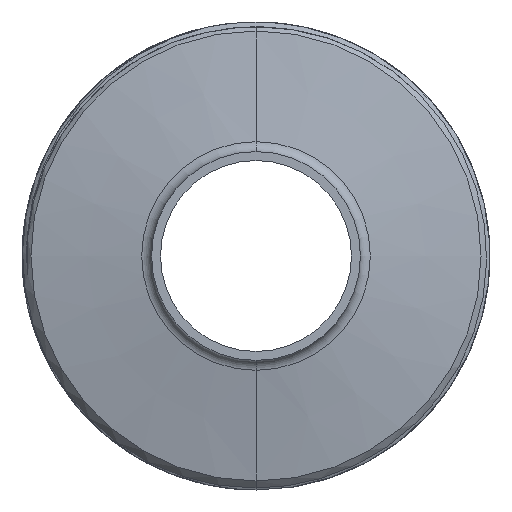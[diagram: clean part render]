
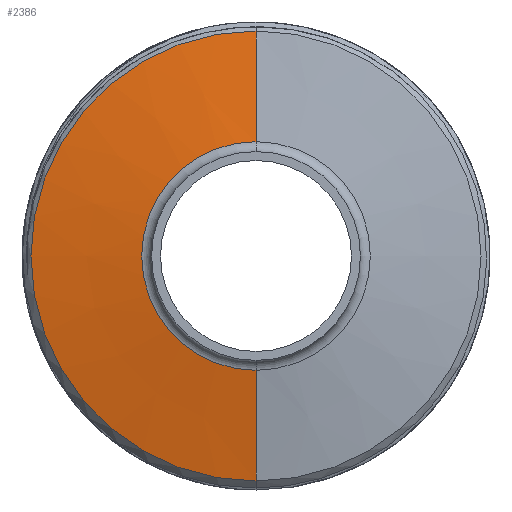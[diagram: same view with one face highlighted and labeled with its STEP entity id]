
A CAD part, left-side view. The second image highlights one B-rep face of the part: STEP entity #2386.
In plain terms, the highlighted conical face has half-angle 80 degrees and reference radius 37.712 mm.
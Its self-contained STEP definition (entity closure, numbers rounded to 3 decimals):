
#250 = EDGE_CURVE ( 'NONE', #4821, #3909, #5039, .T. ) ;
#444 = ORIENTED_EDGE ( 'NONE', *, *, #2954, .F. ) ;
#602 = DIRECTION ( 'NONE',  ( 0.174, 0., 0.985 ) ) ;
#681 = DIRECTION ( 'NONE',  ( 0.174, 0., -0.985 ) ) ;
#889 = DIRECTION ( 'NONE',  ( 0., 0., 1. ) ) ;
#921 = EDGE_CURVE ( 'NONE', #3909, #5749, #4956, .T. ) ;
#953 = CARTESIAN_POINT ( 'NONE',  ( -7.917, 0., -37.712 ) ) ;
#1046 = CARTESIAN_POINT ( 'NONE',  ( -7.917, 0., 37.712 ) ) ;
#1090 = FACE_OUTER_BOUND ( 'NONE', #3188, .T. ) ;
#1300 = ORIENTED_EDGE ( 'NONE', *, *, #3335, .F. ) ;
#1720 = VECTOR ( 'NONE', #602, 1000. ) ;
#1870 = CIRCLE ( 'NONE', #2338, 19.153 ) ;
#2305 = ORIENTED_EDGE ( 'NONE', *, *, #921, .T. ) ;
#2338 = AXIS2_PLACEMENT_3D ( 'NONE', #3904, #2648, #4020 ) ;
#2386 = ADVANCED_FACE ( 'NONE', ( #1090 ), #5177, .T. ) ;
#2499 = CARTESIAN_POINT ( 'NONE',  ( -11.19, 0., 19.153 ) ) ;
#2608 = ORIENTED_EDGE ( 'NONE', *, *, #250, .T. ) ;
#2648 = DIRECTION ( 'NONE',  ( -1., 0., 0. ) ) ;
#2954 = EDGE_CURVE ( 'NONE', #5415, #5749, #5237, .T. ) ;
#3188 = EDGE_LOOP ( 'NONE', ( #1300, #2608, #2305, #444 ) ) ;
#3335 = EDGE_CURVE ( 'NONE', #4821, #5415, #1870, .T. ) ;
#3731 = DIRECTION ( 'NONE',  ( 1., 0., 0. ) ) ;
#3791 = CARTESIAN_POINT ( 'NONE',  ( -11.19, 0., -19.153 ) ) ;
#3904 = CARTESIAN_POINT ( 'NONE',  ( -11.19, 0., 0. ) ) ;
#3909 = VERTEX_POINT ( 'NONE', #4011 ) ;
#4011 = CARTESIAN_POINT ( 'NONE',  ( -7.917, 0., 37.712 ) ) ;
#4020 = DIRECTION ( 'NONE',  ( 0., 0., 1. ) ) ;
#4243 = CARTESIAN_POINT ( 'NONE',  ( -7.917, 0., 0. ) ) ;
#4796 = VECTOR ( 'NONE', #681, 1000. ) ;
#4821 = VERTEX_POINT ( 'NONE', #2499 ) ;
#4956 = CIRCLE ( 'NONE', #5715, 37.712 ) ;
#5039 = LINE ( 'NONE', #1046, #1720 ) ;
#5177 = CONICAL_SURFACE ( 'NONE', #5545, 37.712, 1.396 ) ;
#5237 = LINE ( 'NONE', #5650, #4796 ) ;
#5365 = CARTESIAN_POINT ( 'NONE',  ( -7.917, 0., 0. ) ) ;
#5415 = VERTEX_POINT ( 'NONE', #3791 ) ;
#5503 = DIRECTION ( 'NONE',  ( 0., 0., -1. ) ) ;
#5545 = AXIS2_PLACEMENT_3D ( 'NONE', #4243, #3731, #5503 ) ;
#5650 = CARTESIAN_POINT ( 'NONE',  ( -7.917, 0., -37.712 ) ) ;
#5715 = AXIS2_PLACEMENT_3D ( 'NONE', #5365, #5748, #889 ) ;
#5748 = DIRECTION ( 'NONE',  ( -1., 0., 0. ) ) ;
#5749 = VERTEX_POINT ( 'NONE', #953 ) ;
